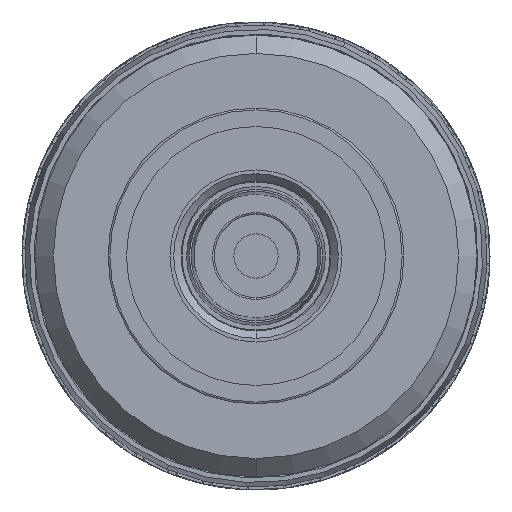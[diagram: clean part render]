
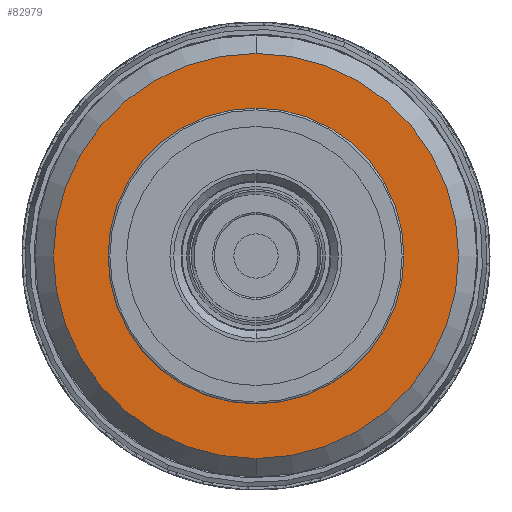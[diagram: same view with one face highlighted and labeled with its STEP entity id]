
A CAD part, left-side view. The second image highlights one B-rep face of the part: STEP entity #82979.
In plain terms, the highlighted planar face has unit normal (-1, 0, 0).
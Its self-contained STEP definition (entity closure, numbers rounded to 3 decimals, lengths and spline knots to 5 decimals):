
#3515 = CIRCLE ( 'NONE', #81937, 0.31496 ) ;
#8460 = CIRCLE ( 'NONE', #90347, 0.4311 ) ;
#10079 = CARTESIAN_POINT ( 'NONE',  ( -0.47638, 0.31496, 0. ) ) ;
#11330 = ORIENTED_EDGE ( 'NONE', *, *, #82426, .T. ) ;
#12740 = ORIENTED_EDGE ( 'NONE', *, *, #36490, .T. ) ;
#13437 = CARTESIAN_POINT ( 'NONE',  ( -0.47638, 0., 0. ) ) ;
#14531 = VERTEX_POINT ( 'NONE', #46041 ) ;
#17130 = VERTEX_POINT ( 'NONE', #50009 ) ;
#17873 = EDGE_CURVE ( 'NONE', #17130, #27090, #83446, .T. ) ;
#21150 = CARTESIAN_POINT ( 'NONE',  ( -0.47638, 0., 0. ) ) ;
#24290 = AXIS2_PLACEMENT_3D ( 'NONE', #34104, #26268, #64058 ) ;
#25340 = AXIS2_PLACEMENT_3D ( 'NONE', #10079, #25716, #56314 ) ;
#25716 = DIRECTION ( 'NONE',  ( -1., 0., 0. ) ) ;
#26268 = DIRECTION ( 'NONE',  ( -1., 0., 0. ) ) ;
#27090 = VERTEX_POINT ( 'NONE', #89792 ) ;
#27776 = FACE_OUTER_BOUND ( 'NONE', #47584, .T. ) ;
#29140 = DIRECTION ( 'NONE',  ( 0., 0., -1. ) ) ;
#29276 = DIRECTION ( 'NONE',  ( 0., 0., -1. ) ) ;
#29374 = DIRECTION ( 'NONE',  ( 0., 0., 1. ) ) ;
#32076 = ORIENTED_EDGE ( 'NONE', *, *, #32503, .T. ) ;
#32503 = EDGE_CURVE ( 'NONE', #14531, #65187, #53946, .T. ) ;
#33553 = CARTESIAN_POINT ( 'NONE',  ( -0.47638, 0., 0.31496 ) ) ;
#34104 = CARTESIAN_POINT ( 'NONE',  ( -0.47638, 0., 0. ) ) ;
#36490 = EDGE_CURVE ( 'NONE', #27090, #17130, #8460, .T. ) ;
#42168 = EDGE_LOOP ( 'NONE', ( #32076, #11330 ) ) ;
#45323 = DIRECTION ( 'NONE',  ( 1., 0., 0. ) ) ;
#46041 = CARTESIAN_POINT ( 'NONE',  ( -0.47638, 0., -0.31496 ) ) ;
#47584 = EDGE_LOOP ( 'NONE', ( #12740, #65940 ) ) ;
#48209 = PLANE ( 'NONE',  #25340 ) ;
#50009 = CARTESIAN_POINT ( 'NONE',  ( -0.47638, 0., 0.4311 ) ) ;
#50021 = AXIS2_PLACEMENT_3D ( 'NONE', #67975, #91361, #29140 ) ;
#53946 = CIRCLE ( 'NONE', #50021, 0.31496 ) ;
#56314 = DIRECTION ( 'NONE',  ( 0., 0., 1. ) ) ;
#64058 = DIRECTION ( 'NONE',  ( 0., 0., 1. ) ) ;
#65187 = VERTEX_POINT ( 'NONE', #33553 ) ;
#65940 = ORIENTED_EDGE ( 'NONE', *, *, #17873, .T. ) ;
#67879 = DIRECTION ( 'NONE',  ( -1., 0., 0. ) ) ;
#67975 = CARTESIAN_POINT ( 'NONE',  ( -0.47638, 0., 0. ) ) ;
#81937 = AXIS2_PLACEMENT_3D ( 'NONE', #21150, #45323, #29276 ) ;
#82426 = EDGE_CURVE ( 'NONE', #65187, #14531, #3515, .T. ) ;
#82979 = ADVANCED_FACE ( 'NONE', ( #27776, #83767 ), #48209, .T. ) ;
#83446 = CIRCLE ( 'NONE', #24290, 0.4311 ) ;
#83767 = FACE_BOUND ( 'NONE', #42168, .T. ) ;
#89792 = CARTESIAN_POINT ( 'NONE',  ( -0.47638, 0., -0.4311 ) ) ;
#90347 = AXIS2_PLACEMENT_3D ( 'NONE', #13437, #67879, #29374 ) ;
#91361 = DIRECTION ( 'NONE',  ( 1., 0., 0. ) ) ;
